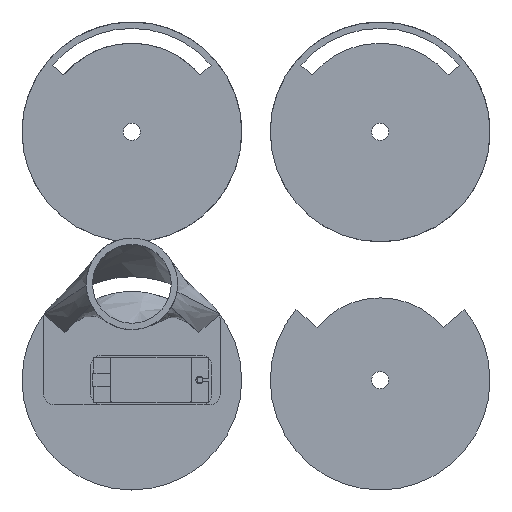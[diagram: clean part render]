
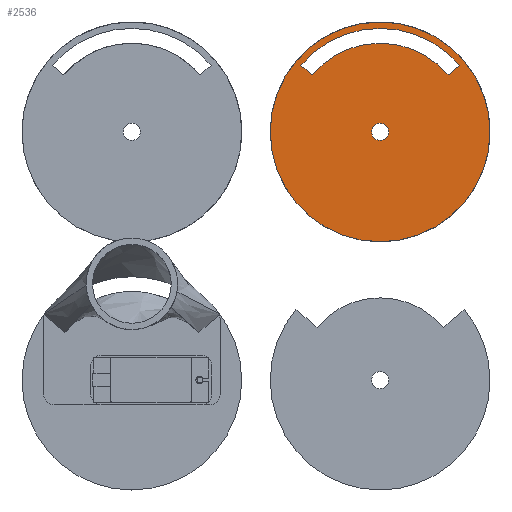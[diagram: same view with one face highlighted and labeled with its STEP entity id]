
A CAD part, top view. The second image highlights one B-rep face of the part: STEP entity #2536.
In plain terms, the highlighted planar face has unit normal (0, 0, 1).
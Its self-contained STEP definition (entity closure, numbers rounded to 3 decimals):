
#119=FACE_BOUND('',#441,.T.);
#120=FACE_BOUND('',#442,.T.);
#178=PLANE('',#2806);
#287=FACE_OUTER_BOUND('',#440,.T.);
#440=EDGE_LOOP('',(#2082));
#441=EDGE_LOOP('',(#2083,#2084,#2085,#2086));
#442=EDGE_LOOP('',(#2087));
#633=LINE('',#4134,#839);
#634=LINE('',#4145,#840);
#839=VECTOR('',#3343,10.);
#840=VECTOR('',#3352,10.);
#979=CIRCLE('',#2792,25.);
#981=CIRCLE('',#2796,29.183);
#985=CIRCLE('',#2803,2.4);
#986=CIRCLE('',#2805,30.983);
#1171=VERTEX_POINT('',#4115);
#1172=VERTEX_POINT('',#4120);
#1174=VERTEX_POINT('',#4129);
#1176=VERTEX_POINT('',#4138);
#1179=VERTEX_POINT('',#4154);
#1180=VERTEX_POINT('',#4158);
#1487=EDGE_CURVE('',#1171,#1172,#979,.T.);
#1491=EDGE_CURVE('',#1174,#1171,#633,.T.);
#1494=EDGE_CURVE('',#1176,#1174,#981,.T.);
#1495=EDGE_CURVE('',#1172,#1176,#634,.T.);
#1501=EDGE_CURVE('',#1179,#1179,#985,.T.);
#1503=EDGE_CURVE('',#1180,#1180,#986,.T.);
#2082=ORIENTED_EDGE('',*,*,#1503,.F.);
#2083=ORIENTED_EDGE('',*,*,#1494,.F.);
#2084=ORIENTED_EDGE('',*,*,#1495,.F.);
#2085=ORIENTED_EDGE('',*,*,#1487,.F.);
#2086=ORIENTED_EDGE('',*,*,#1491,.F.);
#2087=ORIENTED_EDGE('',*,*,#1501,.F.);
#2536=ADVANCED_FACE('',(#287,#119,#120),#178,.F.);
#2792=AXIS2_PLACEMENT_3D('',#4121,#3338,#3339);
#2796=AXIS2_PLACEMENT_3D('',#4143,#3348,#3349);
#2803=AXIS2_PLACEMENT_3D('',#4156,#3365,#3366);
#2805=AXIS2_PLACEMENT_3D('',#4160,#3370,#3371);
#2806=AXIS2_PLACEMENT_3D('',#4161,#3372,#3373);
#3338=DIRECTION('center_axis',(0.,0.,-1.));
#3339=DIRECTION('ref_axis',(-0.766,0.643,0.));
#3343=DIRECTION('',(0.766,-0.643,0.));
#3348=DIRECTION('center_axis',(0.,0.,1.));
#3349=DIRECTION('ref_axis',(-0.766,0.643,0.));
#3352=DIRECTION('',(0.766,0.643,0.));
#3365=DIRECTION('center_axis',(0.,0.,1.));
#3366=DIRECTION('ref_axis',(1.,0.,0.));
#3370=DIRECTION('center_axis',(0.,0.,-1.));
#3371=DIRECTION('ref_axis',(1.,0.,0.));
#3372=DIRECTION('center_axis',(0.,0.,-1.));
#3373=DIRECTION('ref_axis',(1.,0.,0.));
#4115=CARTESIAN_POINT('',(50.848,86.069,-1.8));
#4120=CARTESIAN_POINT('',(89.151,86.07,-1.8));
#4121=CARTESIAN_POINT('Origin',(70.,70.,-1.8));
#4129=CARTESIAN_POINT('',(47.644,88.758,-1.8));
#4134=CARTESIAN_POINT('',(47.644,88.758,-1.8));
#4138=CARTESIAN_POINT('',(92.355,88.759,-1.8));
#4143=CARTESIAN_POINT('Origin',(70.,70.,-1.8));
#4145=CARTESIAN_POINT('',(92.355,88.759,-1.8));
#4154=CARTESIAN_POINT('',(67.6,70.,-1.8));
#4156=CARTESIAN_POINT('Origin',(70.,70.,-1.8));
#4158=CARTESIAN_POINT('',(39.017,70.,-1.8));
#4160=CARTESIAN_POINT('Origin',(70.,70.,-1.8));
#4161=CARTESIAN_POINT('Origin',(70.,70.,-1.8));
